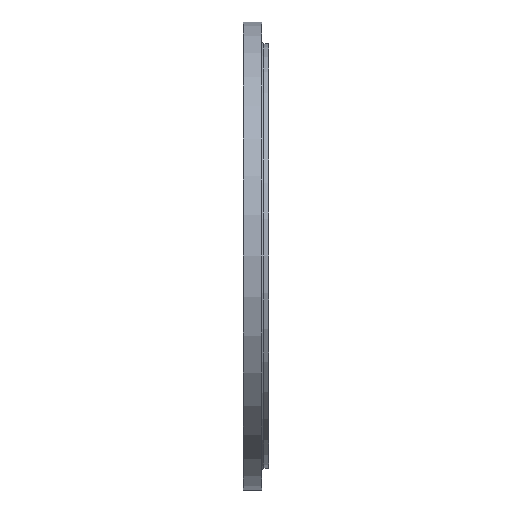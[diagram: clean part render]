
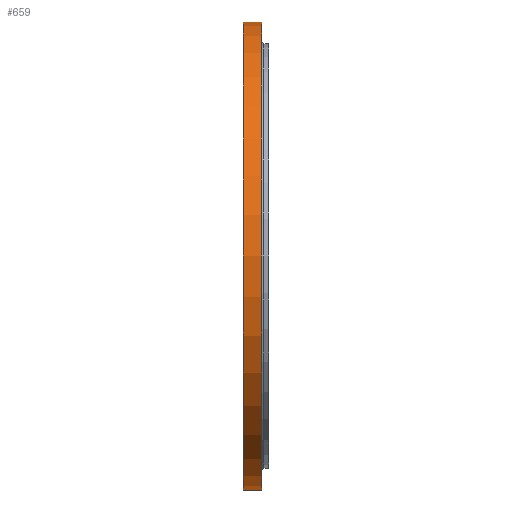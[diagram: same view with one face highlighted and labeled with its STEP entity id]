
A CAD part, front view. The second image highlights one B-rep face of the part: STEP entity #659.
In plain terms, the highlighted cylindrical face has radius 1266.83 mm (diameter 2533.65 mm), a partial arc.
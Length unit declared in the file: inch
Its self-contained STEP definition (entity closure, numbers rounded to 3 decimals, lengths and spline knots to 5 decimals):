
#126 = EDGE_CURVE ( 'NONE', #3006, #3178, #4521, .T. ) ;
#296 = VECTOR ( 'NONE', #3758, 39.37008 ) ;
#480 = LINE ( 'NONE', #2036, #745 ) ;
#659 = ADVANCED_FACE ( 'NONE', ( #3462 ), #5089, .T. ) ;
#745 = VECTOR ( 'NONE', #2110, 39.37008 ) ;
#1036 = CARTESIAN_POINT ( 'NONE',  ( 3.73736, 0., 0. ) ) ;
#1247 = DIRECTION ( 'NONE',  ( 0., 0., 1. ) ) ;
#1269 = EDGE_CURVE ( 'NONE', #3178, #3444, #2357, .T. ) ;
#1557 = CARTESIAN_POINT ( 'NONE',  ( 0., 0., 0. ) ) ;
#1572 = CIRCLE ( 'NONE', #3966, 49.875 ) ;
#1576 = DIRECTION ( 'NONE',  ( 0., 0., 1. ) ) ;
#1688 = CARTESIAN_POINT ( 'NONE',  ( -0.13764, 0., 49.875 ) ) ;
#1737 = CARTESIAN_POINT ( 'NONE',  ( 0., 0., -49.875 ) ) ;
#1743 = VERTEX_POINT ( 'NONE', #2797 ) ;
#1918 = DIRECTION ( 'NONE',  ( -1., 0., 0. ) ) ;
#2036 = CARTESIAN_POINT ( 'NONE',  ( 0., 0., 49.875 ) ) ;
#2103 = CARTESIAN_POINT ( 'NONE',  ( 3.73736, 0., -49.875 ) ) ;
#2110 = DIRECTION ( 'NONE',  ( -1., 0., 0. ) ) ;
#2115 = ORIENTED_EDGE ( 'NONE', *, *, #4401, .T. ) ;
#2185 = CARTESIAN_POINT ( 'NONE',  ( -0.13764, 0., -49.875 ) ) ;
#2287 = EDGE_LOOP ( 'NONE', ( #4752, #2556, #2115, #2807 ) ) ;
#2357 = CIRCLE ( 'NONE', #4991, 49.875 ) ;
#2556 = ORIENTED_EDGE ( 'NONE', *, *, #4802, .T. ) ;
#2797 = CARTESIAN_POINT ( 'NONE',  ( 3.73736, 0., 49.875 ) ) ;
#2807 = ORIENTED_EDGE ( 'NONE', *, *, #1269, .F. ) ;
#2875 = AXIS2_PLACEMENT_3D ( 'NONE', #1557, #3964, #1247 ) ;
#3006 = VERTEX_POINT ( 'NONE', #2103 ) ;
#3178 = VERTEX_POINT ( 'NONE', #2185 ) ;
#3409 = DIRECTION ( 'NONE',  ( -1., 0., 0. ) ) ;
#3444 = VERTEX_POINT ( 'NONE', #1688 ) ;
#3462 = FACE_OUTER_BOUND ( 'NONE', #2287, .T. ) ;
#3758 = DIRECTION ( 'NONE',  ( -1., 0., 0. ) ) ;
#3929 = CARTESIAN_POINT ( 'NONE',  ( -0.13764, 0., 0. ) ) ;
#3964 = DIRECTION ( 'NONE',  ( -1., 0., 0. ) ) ;
#3966 = AXIS2_PLACEMENT_3D ( 'NONE', #1036, #3409, #4195 ) ;
#4195 = DIRECTION ( 'NONE',  ( 0., 0., 1. ) ) ;
#4401 = EDGE_CURVE ( 'NONE', #1743, #3444, #480, .T. ) ;
#4521 = LINE ( 'NONE', #1737, #296 ) ;
#4752 = ORIENTED_EDGE ( 'NONE', *, *, #126, .F. ) ;
#4802 = EDGE_CURVE ( 'NONE', #3006, #1743, #1572, .T. ) ;
#4991 = AXIS2_PLACEMENT_3D ( 'NONE', #3929, #1918, #1576 ) ;
#5089 = CYLINDRICAL_SURFACE ( 'NONE', #2875, 49.875 ) ;
